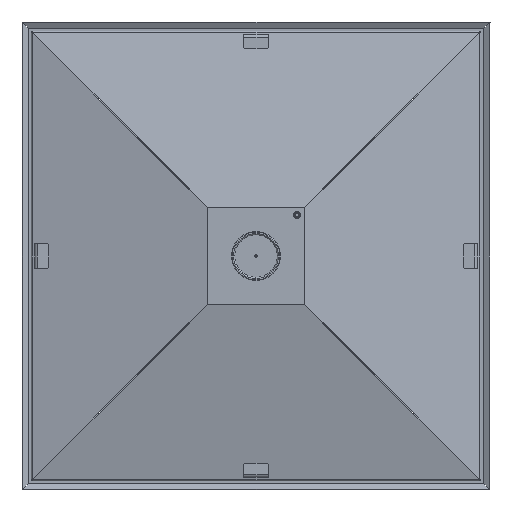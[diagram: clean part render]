
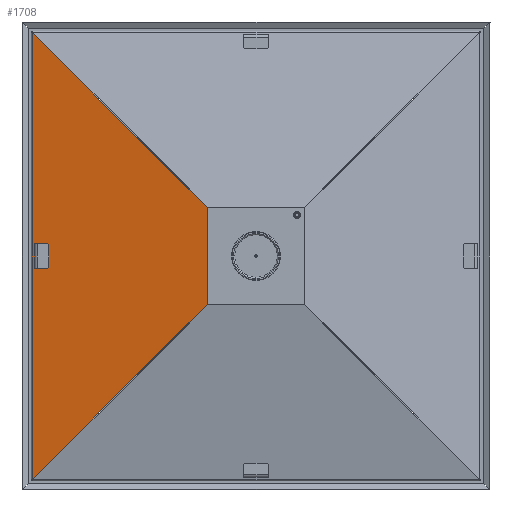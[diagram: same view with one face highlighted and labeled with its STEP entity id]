
A CAD part, front view. The second image highlights one B-rep face of the part: STEP entity #1708.
In plain terms, the highlighted face is planar.
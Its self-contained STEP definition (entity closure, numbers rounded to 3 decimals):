
#806 = DIRECTION ( 'NONE',  ( 0.699, -0.715, 0. ) ) ;
#1240 = AXIS2_PLACEMENT_3D ( 'NONE', #12706, #7495, #11679 ) ;
#1708 = ADVANCED_FACE ( 'NONE', ( #8530 ), #2148, .F. ) ;
#2022 = DIRECTION ( 'NONE',  ( -1., 0., 0. ) ) ;
#2115 = EDGE_CURVE ( 'NONE', #10899, #9753, #11861, .T. ) ;
#2148 = PLANE ( 'NONE',  #1240 ) ;
#2311 = EDGE_LOOP ( 'NONE', ( #3292, #4625, #4822, #2510 ) ) ;
#2510 = ORIENTED_EDGE ( 'NONE', *, *, #8355, .F. ) ;
#3189 = LINE ( 'NONE', #3254, #6326 ) ;
#3254 = CARTESIAN_POINT ( 'NONE',  ( 300., 239.487, 1.2 ) ) ;
#3292 = ORIENTED_EDGE ( 'NONE', *, *, #2115, .T. ) ;
#4484 = CARTESIAN_POINT ( 'NONE',  ( 65., 0., 1.2 ) ) ;
#4556 = CARTESIAN_POINT ( 'NONE',  ( -65., 0., 1.2 ) ) ;
#4625 = ORIENTED_EDGE ( 'NONE', *, *, #9006, .T. ) ;
#4822 = ORIENTED_EDGE ( 'NONE', *, *, #7073, .T. ) ;
#4953 = CARTESIAN_POINT ( 'NONE',  ( 300., 0., 1.2 ) ) ;
#5091 = VERTEX_POINT ( 'NONE', #11702 ) ;
#6326 = VECTOR ( 'NONE', #2022, 1000. ) ;
#7073 = EDGE_CURVE ( 'NONE', #5091, #10882, #10137, .T. ) ;
#7495 = DIRECTION ( 'NONE',  ( 0., 0., -1. ) ) ;
#8355 = EDGE_CURVE ( 'NONE', #10899, #10882, #12296, .T. ) ;
#8530 = FACE_OUTER_BOUND ( 'NONE', #2311, .T. ) ;
#8777 = CARTESIAN_POINT ( 'NONE',  ( 179.705, 117.467, 1.2 ) ) ;
#8842 = DIRECTION ( 'NONE',  ( 0.699, 0.715, 0. ) ) ;
#9006 = EDGE_CURVE ( 'NONE', #9753, #5091, #3189, .T. ) ;
#9153 = CARTESIAN_POINT ( 'NONE',  ( 298.856, 239.487, 1.2 ) ) ;
#9753 = VERTEX_POINT ( 'NONE', #9153 ) ;
#10061 = VECTOR ( 'NONE', #8842, 1000. ) ;
#10137 = LINE ( 'NONE', #10206, #12815 ) ;
#10206 = CARTESIAN_POINT ( 'NONE',  ( 113.159, -182.448, 1.2 ) ) ;
#10882 = VERTEX_POINT ( 'NONE', #4556 ) ;
#10899 = VERTEX_POINT ( 'NONE', #4484 ) ;
#11126 = DIRECTION ( 'NONE',  ( -1., 0., 0. ) ) ;
#11679 = DIRECTION ( 'NONE',  ( 0., 1., 0. ) ) ;
#11702 = CARTESIAN_POINT ( 'NONE',  ( -298.856, 239.487, 1.2 ) ) ;
#11796 = VECTOR ( 'NONE', #11126, 1000. ) ;
#11861 = LINE ( 'NONE', #8777, #10061 ) ;
#12296 = LINE ( 'NONE', #4953, #11796 ) ;
#12706 = CARTESIAN_POINT ( 'NONE',  ( 300., 0., 1.2 ) ) ;
#12815 = VECTOR ( 'NONE', #806, 1000. ) ;
